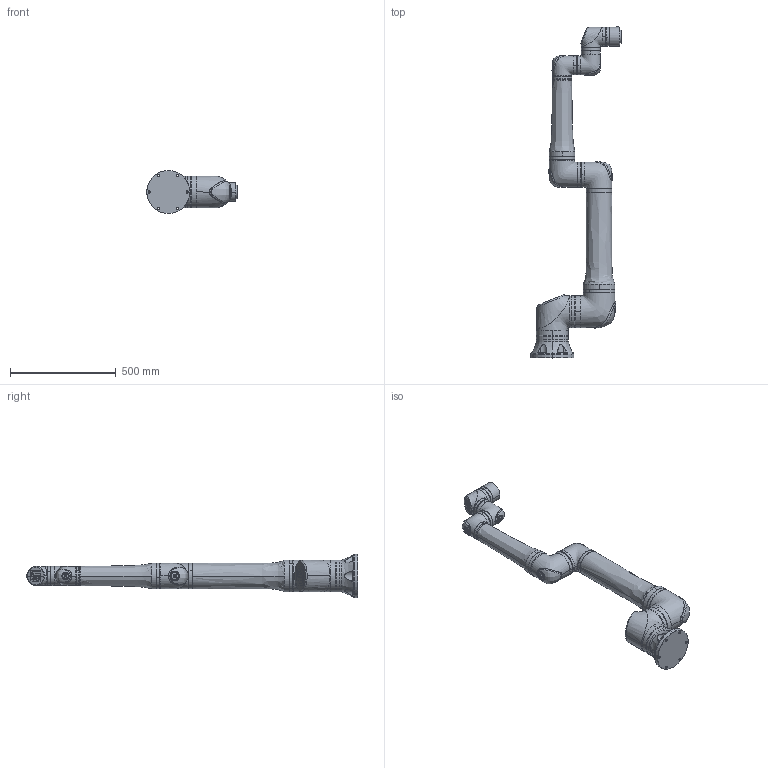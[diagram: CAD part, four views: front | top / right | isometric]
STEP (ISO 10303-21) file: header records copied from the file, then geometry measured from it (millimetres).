
FILE_DESCRIPTION (( 'STEP AP214' ), '1' );
FILE_NAME ('712-500-01_filled_A.step', '2024-12-09T11:32:45', ( '' ), ( '' ), 'SwSTEP 2.0', 'SolidWorks 2020', '' );
FILE_SCHEMA (( 'AUTOMOTIVE_DESIGN' ));
Length unit declared in the file: millimetre
Products named in the file (8): C-2008879; C-2008876; C-2008880; C-2008881; C-2008878; C-2008877; C-2008882; 712-500-01_filled_A
Assembly tree (7 placements, depth 2):
  712-500-01_filled_A
    C-2008876
    C-2008877
    C-2008878
    C-2008879
    C-2008880
    C-2008881
    C-2008882
Bounding box: 427.8 x 1569.07 x 204 mm (x, y, z)
Volume: 25078305.4 mm3; surface area: 993425.1 mm2
Topology: 7 solids, 7 shells, 1073 faces, 2680 edges, 1676 vertices
Faces by surface type: bspline 681, cylinder 195, plane 73, torus 68, cone 56
Entity records: 89615 total; most frequent: CARTESIAN_POINT 57798, ORIENTED_EDGE 5326, DIRECTION 2730, EDGE_CURVE 2663, VERTEX_POINT 1676, B_SPLINE_CURVE_WITH_KNOTS 1433, EDGE_LOOP 1157, AXIS2_PLACEMENT_3D 1103
